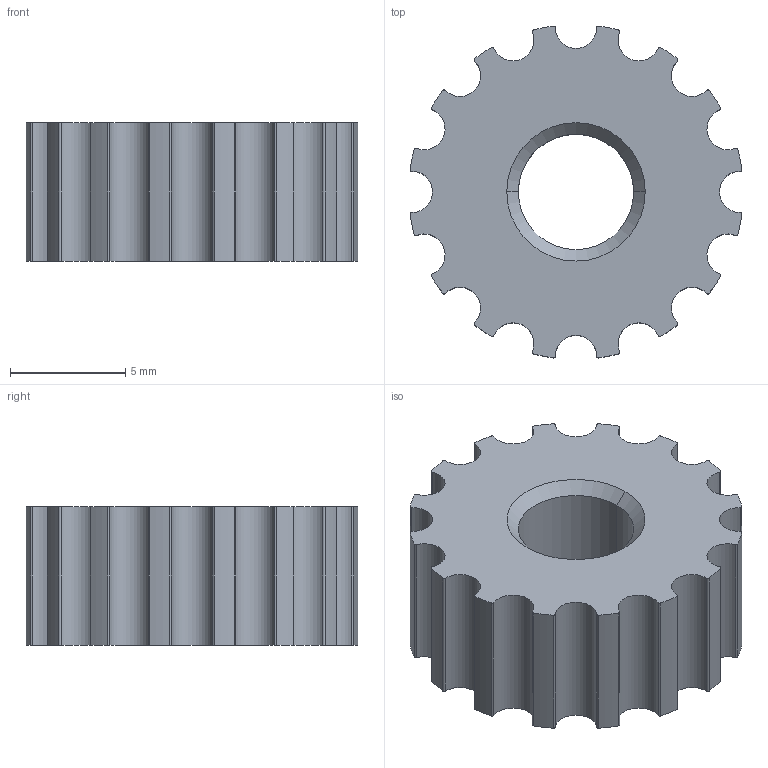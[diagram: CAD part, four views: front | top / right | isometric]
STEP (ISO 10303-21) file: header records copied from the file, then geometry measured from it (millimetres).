
FILE_DESCRIPTION (( 'STEP AP214' ), '1' );
FILE_NAME ('4332501200108.STEP', '2018-01-17T01:45:55', ( '13' ), ( '' ), 'SwSTEP 2.0', 'SolidWorks 2012', '' );
FILE_SCHEMA (( 'AUTOMOTIVE_DESIGN' ));
Length unit declared in the file: millimetre
Products named in the file (1): 4332501200108
Bounding box: 14.38 x 14.38 x 6 mm (x, y, z)
Volume: 727.9 mm3; surface area: 709.3 mm2
Topology: 1 solids, 1 shells, 72 faces, 206 edges, 136 vertices
Faces by surface type: cylinder 66, cone 4, plane 2
Entity records: 2472 total; most frequent: DIRECTION 488, CARTESIAN_POINT 415, ORIENTED_EDGE 412, AXIS2_PLACEMENT_3D 209, EDGE_CURVE 206, VERTEX_POINT 136, CIRCLE 136, EDGE_LOOP 74
